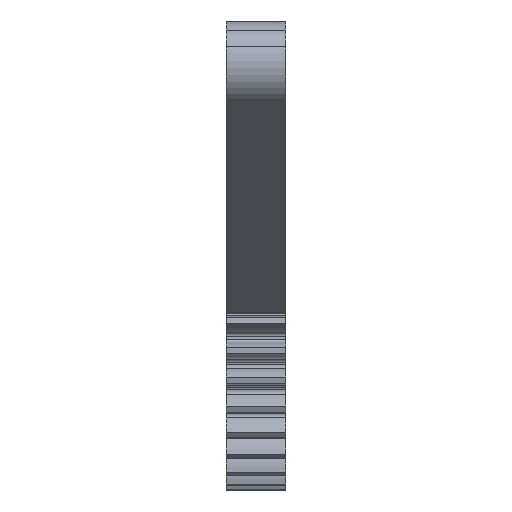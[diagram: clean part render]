
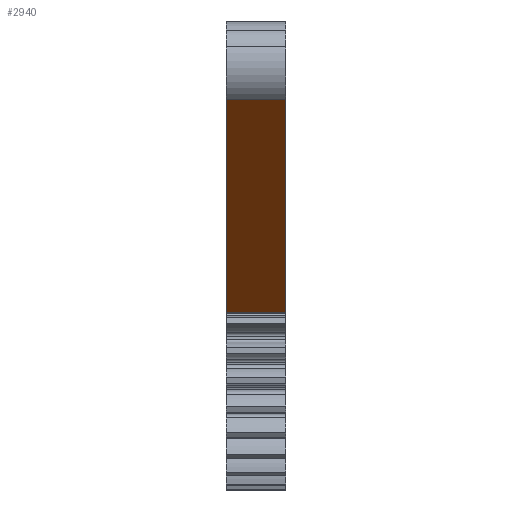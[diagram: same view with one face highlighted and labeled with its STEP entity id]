
A CAD part, left-side view. The second image highlights one B-rep face of the part: STEP entity #2940.
In plain terms, the highlighted planar face has unit normal (-0.643, 0, -0.766).
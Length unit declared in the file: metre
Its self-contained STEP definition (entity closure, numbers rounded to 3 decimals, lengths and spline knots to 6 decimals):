
#166=PLANE('',#3119);
#171=LINE('',#4397,#334);
#172=LINE('',#4399,#335);
#173=LINE('',#4402,#336);
#174=LINE('',#4403,#337);
#334=VECTOR('',#3494,1.);
#335=VECTOR('',#3497,1.);
#336=VECTOR('',#3498,1.);
#337=VECTOR('',#3499,1.);
#500=ORIENTED_EDGE('',*,*,#1468,.F.);
#501=ORIENTED_EDGE('',*,*,#1469,.F.);
#502=ORIENTED_EDGE('',*,*,#1467,.F.);
#503=ORIENTED_EDGE('',*,*,#1470,.F.);
#1467=EDGE_CURVE('',#1951,#1949,#171,.T.);
#1468=EDGE_CURVE('',#1952,#1953,#172,.T.);
#1469=EDGE_CURVE('',#1949,#1952,#173,.T.);
#1470=EDGE_CURVE('',#1953,#1951,#174,.T.);
#1949=VERTEX_POINT('',#4392);
#1951=VERTEX_POINT('',#4396);
#1952=VERTEX_POINT('',#4400);
#1953=VERTEX_POINT('',#4401);
#2491=EDGE_LOOP('',(#500,#501,#502,#503));
#2661=FACE_BOUND('',#2491,.T.);
#2940=ADVANCED_FACE('',(#2661),#166,.T.);
#3119=AXIS2_PLACEMENT_3D('',#4398,#3495,#3496);
#3494=DIRECTION('',(0.,-1.,0.));
#3495=DIRECTION('',(-0.643,0.,-0.766));
#3496=DIRECTION('',(-0.766,0.,0.643));
#3497=DIRECTION('',(0.,1.,0.));
#3498=DIRECTION('',(0.766,0.,-0.643));
#3499=DIRECTION('',(-0.766,0.,0.643));
#4392=CARTESIAN_POINT('',(0.095403,-0.00508,0.021618));
#4396=CARTESIAN_POINT('',(0.095403,0.,0.021618));
#4397=CARTESIAN_POINT('',(0.095403,0.039878,0.021618));
#4398=CARTESIAN_POINT('',(0.095403,0.039878,0.021618));
#4399=CARTESIAN_POINT('',(0.117284,-0.00508,0.003257));
#4400=CARTESIAN_POINT('',(0.117284,-0.00508,0.003257));
#4401=CARTESIAN_POINT('',(0.117284,0.,0.003257));
#4402=CARTESIAN_POINT('',(0.095403,-0.00508,0.021618));
#4403=CARTESIAN_POINT('',(0.095403,0.,0.021618));
